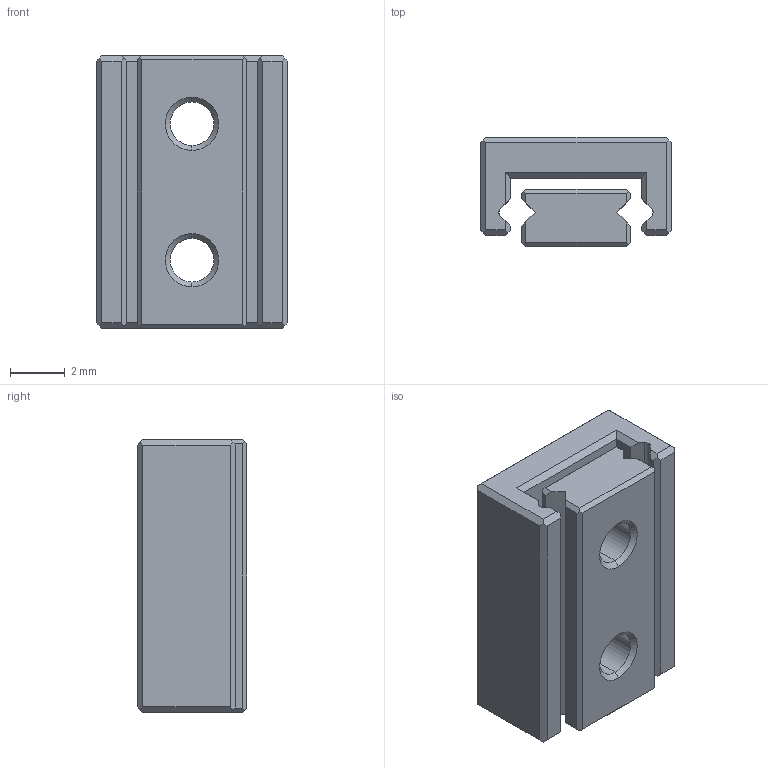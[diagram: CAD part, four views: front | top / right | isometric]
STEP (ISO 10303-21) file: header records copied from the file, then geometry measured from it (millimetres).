
FILE_DESCRIPTION (( 'STEP AP214' ), '1' );
FILE_NAME ('PMM 05-10.STEP', '2012-03-02T10:13:59', ( '' ), ( '' ), 'SwSTEP 2.0', 'SolidWorks 2011', '' );
FILE_SCHEMA (( 'AUTOMOTIVE_DESIGN' ));
Length unit declared in the file: millimetre
Products named in the file (1): PMM 05-10
Bounding box: 7 x 4 x 10 mm (x, y, z)
Volume: 207 mm3; surface area: 436.7 mm2
Topology: 2 solids, 2 shells, 244 faces, 652 edges, 428 vertices
Faces by surface type: plane 174, bspline 43, cone 16, cylinder 11
Entity records: 11385 total; most frequent: CARTESIAN_POINT 3936, ORIENTED_EDGE 1304, DIRECTION 1008, EDGE_CURVE 652, VECTOR 528, LINE 528, VERTEX_POINT 428, EDGE_LOOP 268
